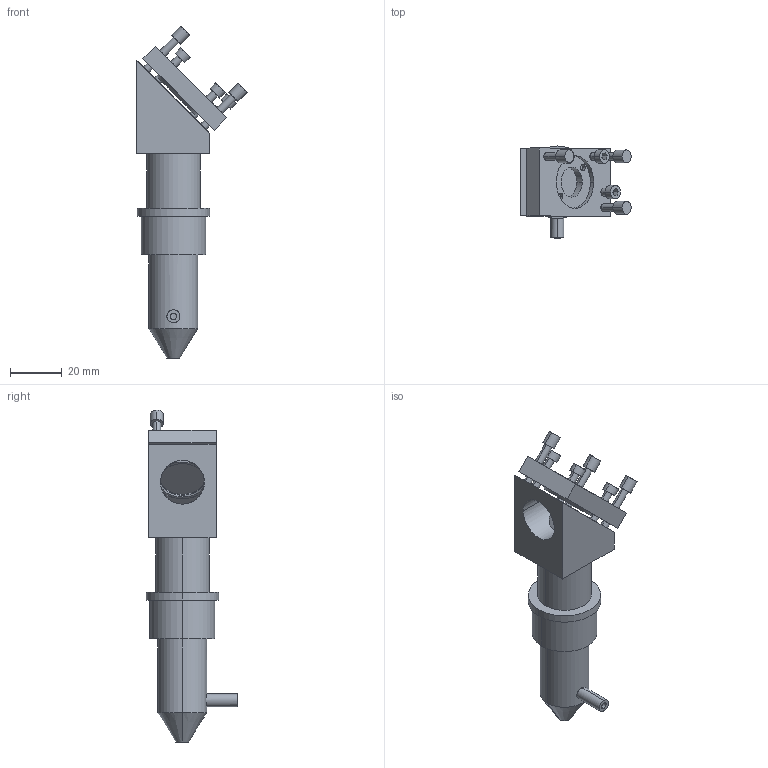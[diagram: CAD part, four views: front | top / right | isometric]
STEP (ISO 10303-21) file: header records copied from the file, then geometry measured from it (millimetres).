
FILE_DESCRIPTION (( 'STEP AP214' ), '1' );
FILE_NAME ('cloudray laser head.STEP', '2019-06-25T23:01:24', ( '' ), ( '' ), 'SwSTEP 2.0', 'SolidWorks 2016', '' );
FILE_SCHEMA (( 'AUTOMOTIVE_DESIGN' ));
Length unit declared in the file: millimetre
Products named in the file (1): cloudray laser head
Bounding box: 42.55 x 35.44 x 128.17 mm (x, y, z)
Volume: 31776.8 mm3; surface area: 19025.1 mm2
Topology: 2 solids, 3 shells, 172 faces, 385 edges, 254 vertices
Faces by surface type: cylinder 92, plane 70, cone 10
Entity records: 6248 total; most frequent: CARTESIAN_POINT 1140, DIRECTION 887, ORIENTED_EDGE 770, EDGE_CURVE 385, AXIS2_PLACEMENT_3D 355, VERTEX_POINT 254, EDGE_LOOP 225, CIRCLE 182
